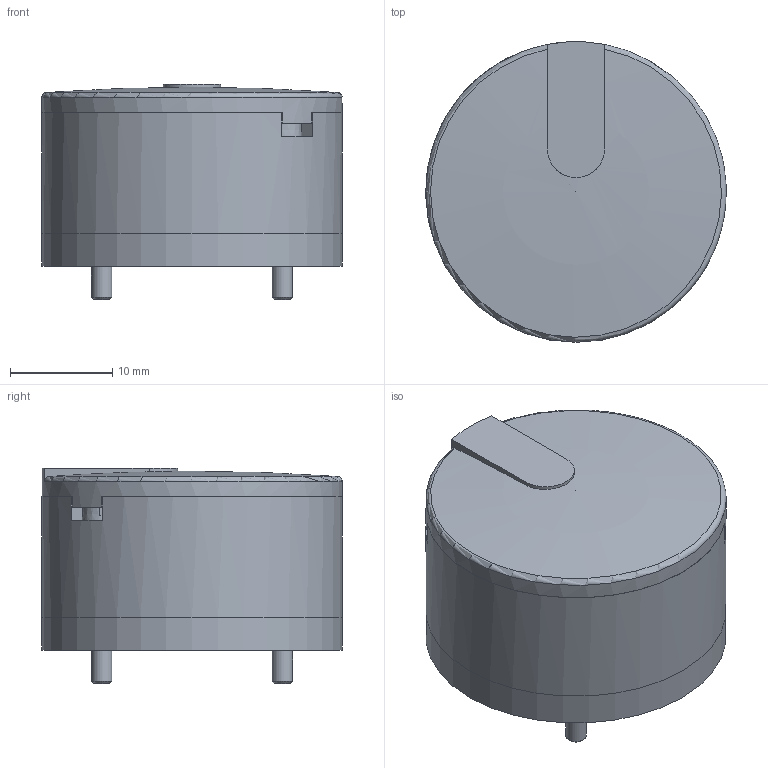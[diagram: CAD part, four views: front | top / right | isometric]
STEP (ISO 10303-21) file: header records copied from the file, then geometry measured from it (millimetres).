
FILE_DESCRIPTION(/* description */ ('STEP AP214'),/* implementation_level */ '2;1');
FILE_NAME(/* name */ '175833_KSM-6',/* time_stamp */ '2024-08-26T10:34:02+02:00',/* author */ ('License CC BY-ND 4.0'),/* organization */ ('CADENAS'),/* preprocessor_version */ 'ST-DEVELOPER v19.3',/* originating_system */ 'PARTsolutions',/* authorisation */ ' ');
FILE_SCHEMA (('AUTOMOTIVE_DESIGN {1 0 10303 214 3 1 1}'));
Length unit declared in the file: millimetre
Products named in the file (9): 175833 KSM-6---(0); 373448 KSM-6---(0); 373463 KSM-6; 389650 KSM-6; 389649 KSM-6; 373469 KSM-6; DIN-84 - M2x16; 373472 KSM-6; DIN 920 M2x6
Assembly tree (10 placements, depth 2):
  175833 KSM-6---(0)
    373448 KSM-6---(0)
    373463 KSM-6
    389650 KSM-6
    389649 KSM-6
    373469 KSM-6
    DIN-84 - M2x16  x2
    373472 KSM-6
    DIN 920 M2x6  x2
Bounding box: 29.4 x 29.4 x 21.1 mm (x, y, z)
Volume: 7402.5 mm3; surface area: 8713.3 mm2
Topology: 10 solids, 10 shells, 396 faces, 1011 edges, 660 vertices
Faces by surface type: plane 202, cylinder 135, cone 38, torus 20, sphere 1
Full cylindrical faces by diameter (mm): 1.567 x2, 2 x9, 2.2 x9, 2.8 x2, 3.1 x2, 3.8 x3, 4.5 x2, 5 x1, 9 x1, 11.6 x1, 14 x2, 14.1 x1, 15.3 x1, 22.6 x1, 29.4 x3
Entity records: 11274 total; most frequent: CARTESIAN_POINT 2090, DIRECTION 1939, ORIENTED_EDGE 1762, EDGE_CURVE 881, AXIS2_PLACEMENT_3D 748, VERTEX_POINT 604, EDGE_LOOP 473, FACE_BOUND 473
